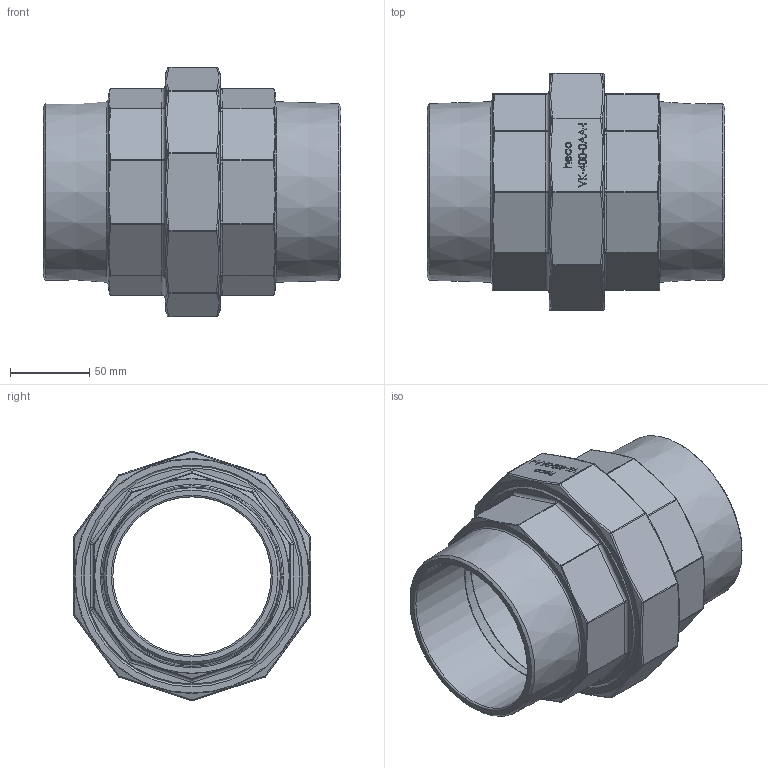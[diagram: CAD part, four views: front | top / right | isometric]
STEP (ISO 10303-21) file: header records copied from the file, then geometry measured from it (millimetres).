
FILE_DESCRIPTION (( 'STEP AP214' ), '1' );
FILE_NAME ('VK-400-0AA-I Verschraubung konisch 2202.STEP', '2022-02-15T10:33:30', ( '' ), ( '' ), 'SwSTEP 2.0', 'SolidWorks 2019', '' );
FILE_SCHEMA (( 'AUTOMOTIVE_DESIGN' ));
Length unit declared in the file: millimetre
Products named in the file (1): VK-400-0AA-I Verschraubung konisch 2202
Bounding box: 188 x 150 x 157.62 mm (x, y, z)
Volume: 680497.4 mm3; surface area: 199242.6 mm2
Topology: 3 solids, 3 shells, 440 faces, 1056 edges, 645 vertices
Faces by surface type: plane 159, bspline 152, cylinder 59, torus 35, sphere 20, cone 15
Full cylindrical faces by diameter (mm): 100 x2, 113 x2, 131 x1, 131.5 x1, 136 x1, 136.75 x1, 140 x1
Entity records: 23152 total; most frequent: CARTESIAN_POINT 9425, ORIENTED_EDGE 1962, DIRECTION 1484, EDGE_CURVE 981, VERTEX_POINT 627, AXIS2_PLACEMENT_3D 538, EDGE_LOOP 526, FACE_OUTER_BOUND 474
